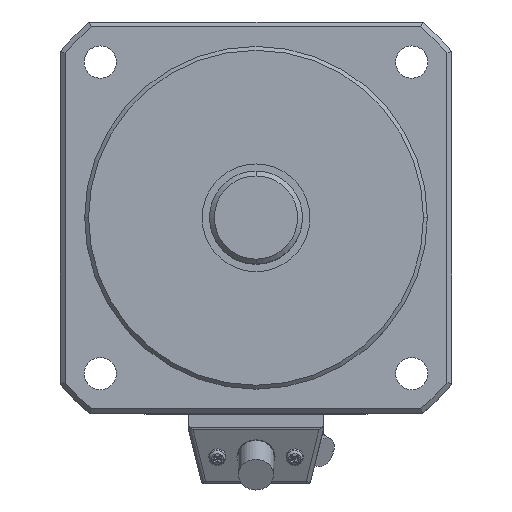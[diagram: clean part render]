
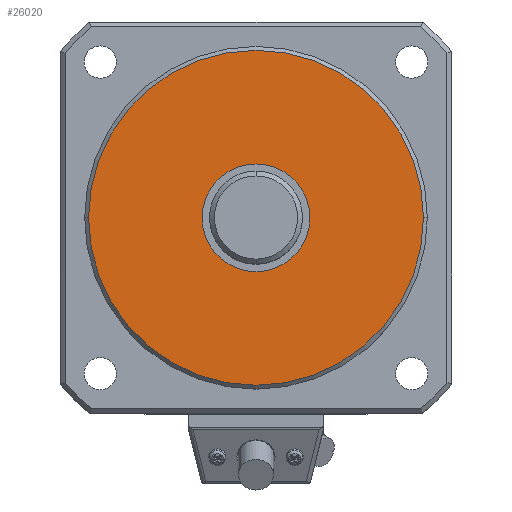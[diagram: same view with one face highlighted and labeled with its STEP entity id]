
A CAD part, top view. The second image highlights one B-rep face of the part: STEP entity #26020.
In plain terms, the highlighted face is planar.
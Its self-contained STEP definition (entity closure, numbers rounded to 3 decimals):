
#25670=CARTESIAN_POINT('',(-37.75,0.,-30.9));
#25680=DIRECTION('',(0.,0.,-1.));
#25690=DIRECTION('',(-1.,0.,0.));
#25700=AXIS2_PLACEMENT_3D('',#25670,#25680,#25690);
#25710=PLANE('',#25700);
#25720=CARTESIAN_POINT('',(0.,0.,-30.9));
#25730=DIRECTION('',(0.,0.,-1.));
#25740=DIRECTION('',(-1.,0.,0.));
#25750=AXIS2_PLACEMENT_3D('',#25720,#25730,#25740);
#25760=CIRCLE('',#25750,11.);
#25770=CARTESIAN_POINT('',(-11.,0.,-30.9));
#25780=VERTEX_POINT('',#25770);
#25790=CARTESIAN_POINT('',(11.,0.,-30.9));
#25800=VERTEX_POINT('',#25790);
#25810=EDGE_CURVE('',#25780,#25800,#25760,.T.);
#25820=ORIENTED_EDGE('',*,*,#25810,.F.);
#25830=EDGE_CURVE('',#25800,#25780,#25760,.T.);
#25840=ORIENTED_EDGE('',*,*,#25830,.F.);
#25850=EDGE_LOOP('',(#25840,#25820));
#25860=FACE_BOUND('',#25850,.T.);
#25870=CARTESIAN_POINT('',(0.,0.,-30.9));
#25880=DIRECTION('',(0.,0.,-1.));
#25890=DIRECTION('',(-1.,0.,0.));
#25900=AXIS2_PLACEMENT_3D('',#25870,#25880,#25890);
#25910=CIRCLE('',#25900,34.2);
#25920=CARTESIAN_POINT('',(-34.2,0.,-30.9));
#25930=VERTEX_POINT('',#25920);
#25940=CARTESIAN_POINT('',(34.2,0.,-30.9));
#25950=VERTEX_POINT('',#25940);
#25960=EDGE_CURVE('',#25930,#25950,#25910,.T.);
#25970=ORIENTED_EDGE('',*,*,#25960,.T.);
#25980=EDGE_CURVE('',#25950,#25930,#25910,.T.);
#25990=ORIENTED_EDGE('',*,*,#25980,.T.);
#26000=EDGE_LOOP('',(#25990,#25970));
#26010=FACE_OUTER_BOUND('',#26000,.T.);
#26020=ADVANCED_FACE('',(#25860,#26010),#25710,.T.);
